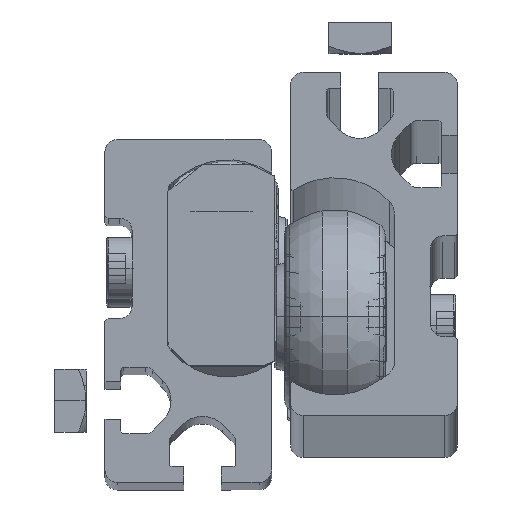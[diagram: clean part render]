
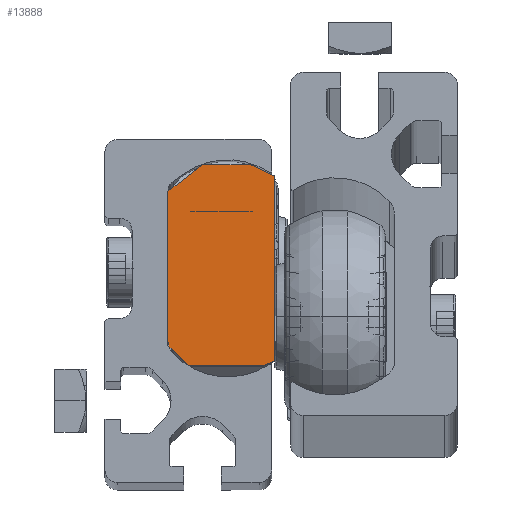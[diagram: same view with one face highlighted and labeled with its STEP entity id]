
A CAD part, top view. The second image highlights one B-rep face of the part: STEP entity #13888.
In plain terms, the highlighted face is planar.
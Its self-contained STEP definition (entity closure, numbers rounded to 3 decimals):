
#199 = EDGE_CURVE ( 'NONE', #19598, #18662, #2480, .T. ) ;
#300 = VERTEX_POINT ( 'NONE', #15984 ) ;
#327 = ORIENTED_EDGE ( 'NONE', *, *, #14323, .F. ) ;
#1018 = DIRECTION ( 'NONE',  ( 0., -0.423, -0.906 ) ) ;
#1240 = CARTESIAN_POINT ( 'NONE',  ( 19., -15.5, 5.2 ) ) ;
#1464 = CARTESIAN_POINT ( 'NONE',  ( 19., -14.661, -8.5 ) ) ;
#2480 = LINE ( 'NONE', #5950, #5240 ) ;
#2901 = CARTESIAN_POINT ( 'NONE',  ( 19., -15.5, 5.2 ) ) ;
#2916 = DIRECTION ( 'NONE',  ( 0., 0., 1. ) ) ;
#3051 = ORIENTED_EDGE ( 'NONE', *, *, #20787, .T. ) ;
#3316 = FACE_OUTER_BOUND ( 'NONE', #12750, .T. ) ;
#3541 = PLANE ( 'NONE',  #15813 ) ;
#3906 = LINE ( 'NONE', #9777, #5870 ) ;
#4070 = VERTEX_POINT ( 'NONE', #5580 ) ;
#4320 = VERTEX_POINT ( 'NONE', #13699 ) ;
#4413 = VECTOR ( 'NONE', #1018, 1000. ) ;
#5240 = VECTOR ( 'NONE', #17086, 1000. ) ;
#5386 = EDGE_CURVE ( 'NONE', #14841, #4320, #10342, .T. ) ;
#5478 = DIRECTION ( 'NONE',  ( 0., 1., 0. ) ) ;
#5574 = LINE ( 'NONE', #20306, #16241 ) ;
#5580 = CARTESIAN_POINT ( 'NONE',  ( 19., -12.2, 8.5 ) ) ;
#5782 = EDGE_CURVE ( 'NONE', #8064, #19473, #12229, .T. ) ;
#5870 = VECTOR ( 'NONE', #8573, 1000. ) ;
#5950 = CARTESIAN_POINT ( 'NONE',  ( 19., 14.681, -8.5 ) ) ;
#6225 = ORIENTED_EDGE ( 'NONE', *, *, #16202, .F. ) ;
#7165 = CARTESIAN_POINT ( 'NONE',  ( 19., 16.5, 3. ) ) ;
#7405 = DIRECTION ( 'NONE',  ( 0., -0.707, -0.707 ) ) ;
#7433 = VECTOR ( 'NONE', #5478, 1000. ) ;
#8064 = VERTEX_POINT ( 'NONE', #10389 ) ;
#8573 = DIRECTION ( 'NONE',  ( 0., 0.616, -0.788 ) ) ;
#9291 = ORIENTED_EDGE ( 'NONE', *, *, #13701, .F. ) ;
#9777 = CARTESIAN_POINT ( 'NONE',  ( 19., 12.203, 8.5 ) ) ;
#10342 = LINE ( 'NONE', #1240, #13108 ) ;
#10389 = CARTESIAN_POINT ( 'NONE',  ( 19., 16.5, -4.6 ) ) ;
#10762 = LINE ( 'NONE', #16484, #7433 ) ;
#10851 = DIRECTION ( 'NONE',  ( 0., 0., 1. ) ) ;
#11189 = ORIENTED_EDGE ( 'NONE', *, *, #199, .F. ) ;
#12229 = LINE ( 'NONE', #19323, #13145 ) ;
#12750 = EDGE_LOOP ( 'NONE', ( #9291, #327, #3051, #22925, #22142, #11189, #6225, #19935 ) ) ;
#13011 = CARTESIAN_POINT ( 'NONE',  ( 19., 14.681, -8.5 ) ) ;
#13108 = VECTOR ( 'NONE', #23282, 1000. ) ;
#13145 = VECTOR ( 'NONE', #2916, 1000. ) ;
#13699 = CARTESIAN_POINT ( 'NONE',  ( 19., -15.5, -6.7 ) ) ;
#13701 = EDGE_CURVE ( 'NONE', #300, #19473, #3906, .T. ) ;
#13888 = ADVANCED_FACE ( 'NONE', ( #3316 ), #3541, .F. ) ;
#14303 = DIRECTION ( 'NONE',  ( -1., 0., 0. ) ) ;
#14323 = EDGE_CURVE ( 'NONE', #4070, #300, #10762, .T. ) ;
#14841 = VERTEX_POINT ( 'NONE', #2901 ) ;
#15813 = AXIS2_PLACEMENT_3D ( 'NONE', #21863, #14303, #10851 ) ;
#15870 = EDGE_CURVE ( 'NONE', #18662, #4320, #5574, .T. ) ;
#15984 = CARTESIAN_POINT ( 'NONE',  ( 19., 12.203, 8.5 ) ) ;
#16202 = EDGE_CURVE ( 'NONE', #8064, #19598, #19787, .T. ) ;
#16241 = VECTOR ( 'NONE', #20075, 1000. ) ;
#16484 = CARTESIAN_POINT ( 'NONE',  ( 19., -12.2, 8.5 ) ) ;
#17086 = DIRECTION ( 'NONE',  ( 0., -1., 0. ) ) ;
#17416 = CARTESIAN_POINT ( 'NONE',  ( 19., 16.5, -4.6 ) ) ;
#18662 = VERTEX_POINT ( 'NONE', #1464 ) ;
#19323 = CARTESIAN_POINT ( 'NONE',  ( 19., 16.5, -4.6 ) ) ;
#19473 = VERTEX_POINT ( 'NONE', #7165 ) ;
#19598 = VERTEX_POINT ( 'NONE', #13011 ) ;
#19787 = LINE ( 'NONE', #17416, #4413 ) ;
#19935 = ORIENTED_EDGE ( 'NONE', *, *, #5782, .T. ) ;
#20075 = DIRECTION ( 'NONE',  ( 0., -0.423, 0.906 ) ) ;
#20306 = CARTESIAN_POINT ( 'NONE',  ( 19., -14.661, -8.5 ) ) ;
#20479 = LINE ( 'NONE', #22258, #20724 ) ;
#20724 = VECTOR ( 'NONE', #7405, 1000. ) ;
#20787 = EDGE_CURVE ( 'NONE', #4070, #14841, #20479, .T. ) ;
#21863 = CARTESIAN_POINT ( 'NONE',  ( 19., 1.5, 22.2 ) ) ;
#22142 = ORIENTED_EDGE ( 'NONE', *, *, #15870, .F. ) ;
#22258 = CARTESIAN_POINT ( 'NONE',  ( 19., -12.2, 8.5 ) ) ;
#22925 = ORIENTED_EDGE ( 'NONE', *, *, #5386, .T. ) ;
#23282 = DIRECTION ( 'NONE',  ( 0., 0., -1. ) ) ;
